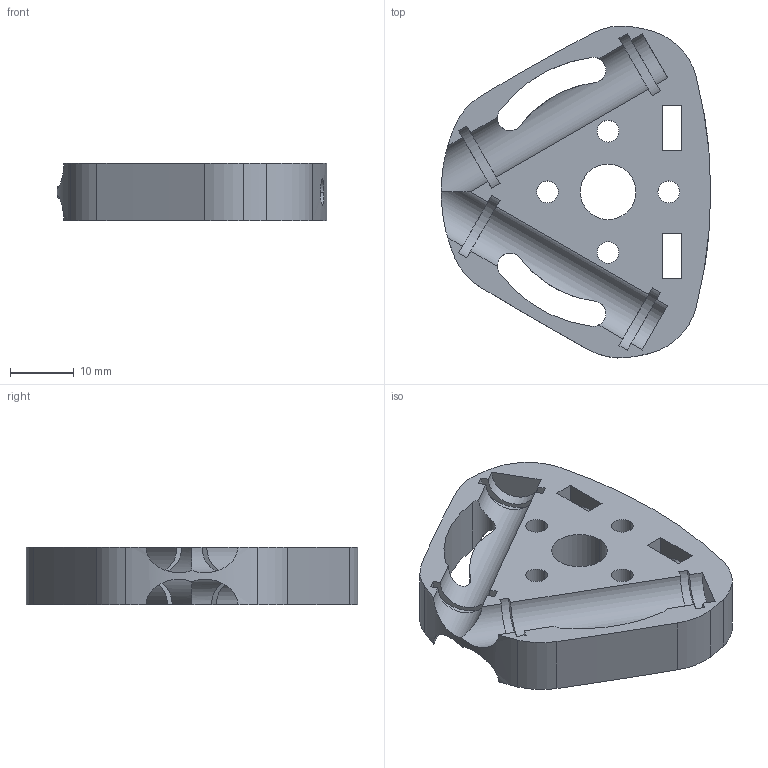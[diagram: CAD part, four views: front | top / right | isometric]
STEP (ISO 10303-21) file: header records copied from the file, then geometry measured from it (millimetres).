
FILE_DESCRIPTION (( 'STEP AP214' ), '1' );
FILE_NAME ('motor_holder_b.STEP', '2023-07-17T10:15:50', ( '' ), ( '' ), 'SwSTEP 2.0', 'SolidWorks 2022', '' );
FILE_SCHEMA (( 'AUTOMOTIVE_DESIGN' ));
Length unit declared in the file: millimetre
Products named in the file (1): motor_holder_b
Bounding box: 42.18 x 51.96 x 9 mm (x, y, z)
Volume: 8991.2 mm3; surface area: 6355 mm2
Topology: 1 solids, 1 shells, 87 faces, 267 edges, 178 vertices
Faces by surface type: cylinder 49, plane 30, bspline 8
Entity records: 3561 total; most frequent: CARTESIAN_POINT 1145, ORIENTED_EDGE 534, DIRECTION 469, EDGE_CURVE 267, VERTEX_POINT 178, AXIS2_PLACEMENT_3D 164, VECTOR 141, LINE 141
